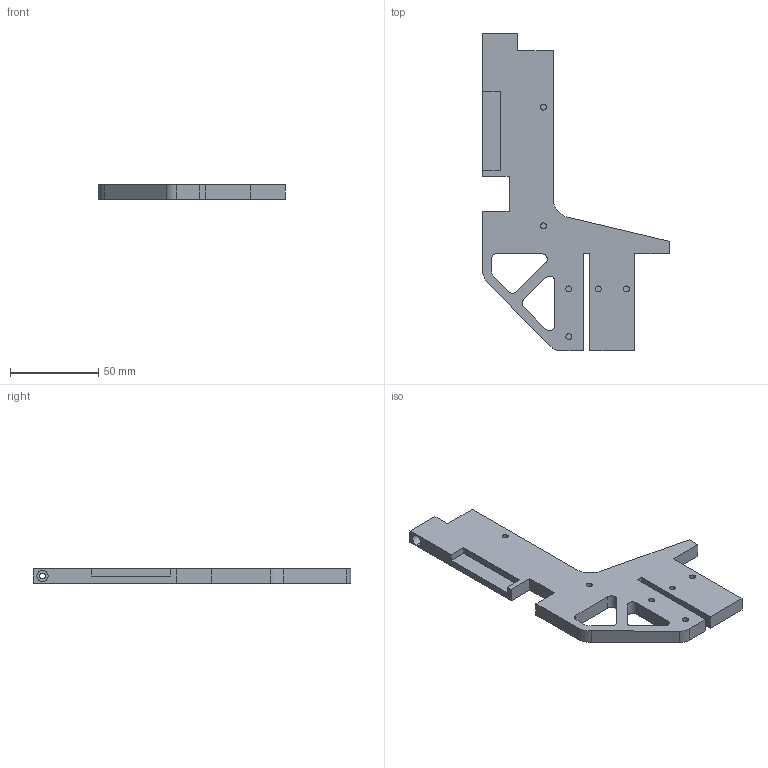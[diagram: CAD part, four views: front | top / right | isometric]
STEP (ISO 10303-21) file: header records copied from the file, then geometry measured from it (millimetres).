
FILE_DESCRIPTION (( 'STEP AP203' ), '1' );
FILE_NAME ('vertical truss-left rear lower.STEP', '2018-03-09T05:35:45', ( '' ), ( '' ), 'SwSTEP 2.0', 'SolidWorks 2017', '' );
FILE_SCHEMA (( 'CONFIG_CONTROL_DESIGN' ));
Length unit declared in the file: millimetre
Products named in the file (1): vertical truss-left rear lower
Bounding box: 105.92 x 180 x 8 mm (x, y, z)
Volume: 63616.9 mm3; surface area: 24455.8 mm2
Topology: 1 solids, 1 shells, 84 faces, 207 edges, 138 vertices
Faces by surface type: plane 45, cylinder 39
Entity records: 2598 total; most frequent: DIRECTION 455, CARTESIAN_POINT 430, ORIENTED_EDGE 414, EDGE_CURVE 207, AXIS2_PLACEMENT_3D 163, VERTEX_POINT 138, VECTOR 129, LINE 129
